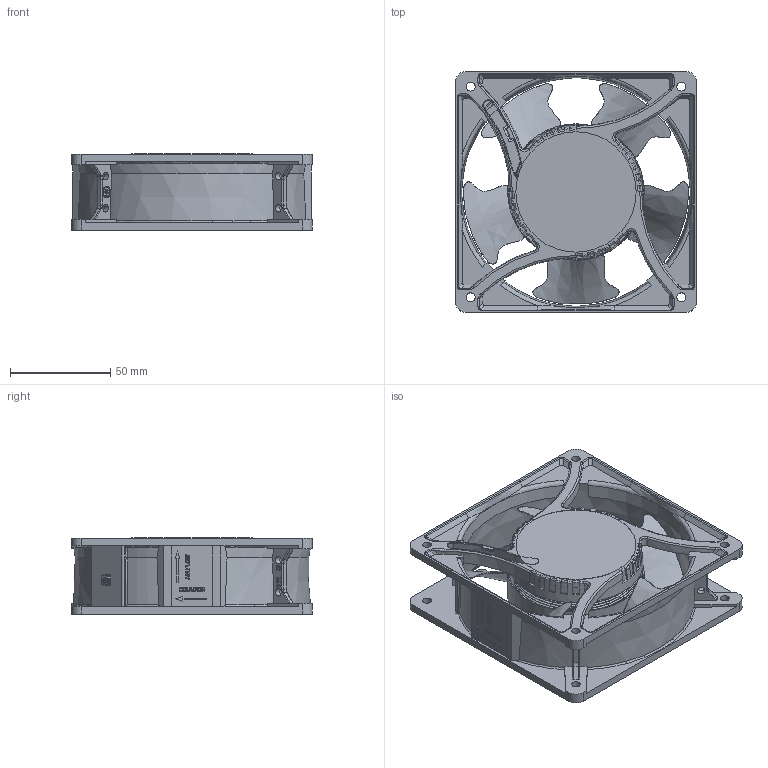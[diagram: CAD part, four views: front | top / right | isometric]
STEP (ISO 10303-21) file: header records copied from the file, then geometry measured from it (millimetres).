
FILE_DESCRIPTION(/* description */ (''),/* implementation_level */ '2;1');
FILE_NAME(/* name */ 'G1238-A22X-5BHL_без_букв.step',/* time_stamp */ '2022-07-04T15:36:52+03:00',/* author */ (''),/* organization */ (''),/* preprocessor_version */ 'ST-DEVELOPER v19',/* originating_system */ 'Autodesk Translation Framework v11.7.0.108',/* authorisation */ '');
FILE_SCHEMA (('AUTOMOTIVE_DESIGN { 1 0 10303 214 3 1 1 }'));
Length unit declared in the file: millimetre
Products named in the file (1): G1238-A22X-5BHL
Bounding box: 120 x 120 x 38.2 mm (x, y, z)
Volume: 114173.2 mm3; surface area: 100402.8 mm2
Topology: 4 solids, 4 shells, 1011 faces, 2738 edges, 1773 vertices
Faces by surface type: plane 466, bspline 199, cylinder 190, torus 101, cone 50, sphere 5
Full cylindrical faces by diameter (mm): 2.529 x4, 3.086 x2, 3.8 x6, 4.4 x8, 4.8 x2, 5.6 x2, 60 x1, 60.127 x11, 61.85 x11, 63 x1, 67 x1, 68 x1
Entity records: 41178 total; most frequent: CARTESIAN_POINT 16800, ORIENTED_EDGE 5460, DIRECTION 4503, EDGE_CURVE 2730, VERTEX_POINT 1769, AXIS2_PLACEMENT_3D 1521, LINE 1461, VECTOR 1461
